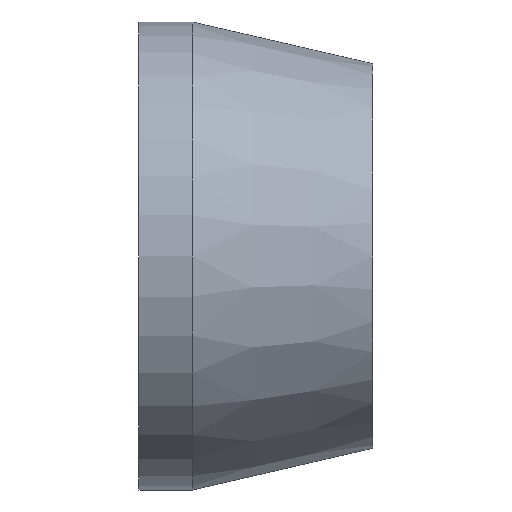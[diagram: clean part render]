
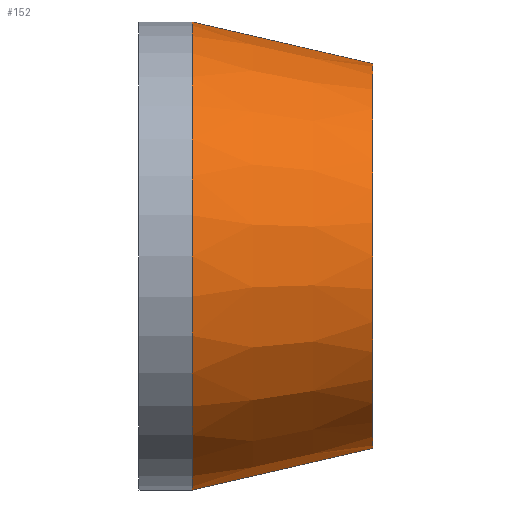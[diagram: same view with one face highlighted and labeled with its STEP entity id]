
A CAD part, left-side view. The second image highlights one B-rep face of the part: STEP entity #152.
In plain terms, the highlighted conical face has half-angle 13 degrees and reference radius 5.753 mm.
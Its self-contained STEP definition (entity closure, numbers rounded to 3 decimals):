
#11 = VERTEX_POINT ( 'NONE', #94 ) ;
#23 = CARTESIAN_POINT ( 'NONE',  ( 0., 0., -5.753 ) ) ;
#25 = LINE ( 'NONE', #160, #65 ) ;
#38 = LINE ( 'NONE', #173, #40 ) ;
#40 = VECTOR ( 'NONE', #181, 1000. ) ;
#41 = ORIENTED_EDGE ( 'NONE', *, *, #239, .F. ) ;
#50 = VERTEX_POINT ( 'NONE', #53 ) ;
#52 = CARTESIAN_POINT ( 'NONE',  ( 0., 5.4, -7. ) ) ;
#53 = CARTESIAN_POINT ( 'NONE',  ( 0., 5.4, 7. ) ) ;
#65 = VECTOR ( 'NONE', #157, 1000. ) ;
#71 = ORIENTED_EDGE ( 'NONE', *, *, #236, .T. ) ;
#75 = FACE_OUTER_BOUND ( 'NONE', #86, .T. ) ;
#86 = EDGE_LOOP ( 'NONE', ( #41, #238, #71, #222 ) ) ;
#94 = CARTESIAN_POINT ( 'NONE',  ( 0., 0., 5.753 ) ) ;
#110 = CIRCLE ( 'NONE', #151, 5.753 ) ;
#121 = VERTEX_POINT ( 'NONE', #23 ) ;
#122 = CIRCLE ( 'NONE', #153, 7. ) ;
#133 = DIRECTION ( 'NONE',  ( 0., 0., -1. ) ) ;
#135 = CARTESIAN_POINT ( 'NONE',  ( 0., 0., 0. ) ) ;
#136 = VERTEX_POINT ( 'NONE', #52 ) ;
#145 = DIRECTION ( 'NONE',  ( 0., -1., 0. ) ) ;
#149 = DIRECTION ( 'NONE',  ( 0., 0., -1. ) ) ;
#151 = AXIS2_PLACEMENT_3D ( 'NONE', #135, #156, #133 ) ;
#152 = ADVANCED_FACE ( 'NONE', ( #75 ), #257, .T. ) ;
#153 = AXIS2_PLACEMENT_3D ( 'NONE', #165, #145, #149 ) ;
#156 = DIRECTION ( 'NONE',  ( 0., -1., 0. ) ) ;
#157 = DIRECTION ( 'NONE',  ( 0., 0.974, -0.225 ) ) ;
#160 = CARTESIAN_POINT ( 'NONE',  ( 0., 0., -5.753 ) ) ;
#165 = CARTESIAN_POINT ( 'NONE',  ( 0., 5.4, 0. ) ) ;
#173 = CARTESIAN_POINT ( 'NONE',  ( 0., 0., 5.753 ) ) ;
#181 = DIRECTION ( 'NONE',  ( 0., 0.974, 0.225 ) ) ;
#186 = AXIS2_PLACEMENT_3D ( 'NONE', #252, #251, #255 ) ;
#222 = ORIENTED_EDGE ( 'NONE', *, *, #235, .T. ) ;
#235 = EDGE_CURVE ( 'NONE', #50, #136, #122, .T. ) ;
#236 = EDGE_CURVE ( 'NONE', #11, #50, #38, .T. ) ;
#238 = ORIENTED_EDGE ( 'NONE', *, *, #247, .F. ) ;
#239 = EDGE_CURVE ( 'NONE', #121, #136, #25, .T. ) ;
#247 = EDGE_CURVE ( 'NONE', #11, #121, #110, .T. ) ;
#251 = DIRECTION ( 'NONE',  ( 0., 1., 0. ) ) ;
#252 = CARTESIAN_POINT ( 'NONE',  ( 0., 0., 0. ) ) ;
#255 = DIRECTION ( 'NONE',  ( 0., 0., 1. ) ) ;
#257 = CONICAL_SURFACE ( 'NONE', #186, 5.753, 0.227 ) ;
